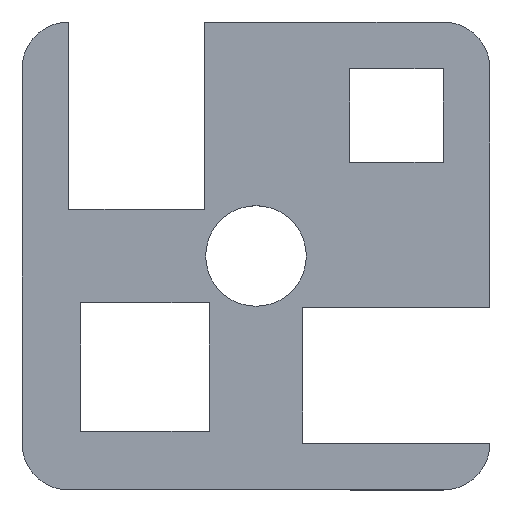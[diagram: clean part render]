
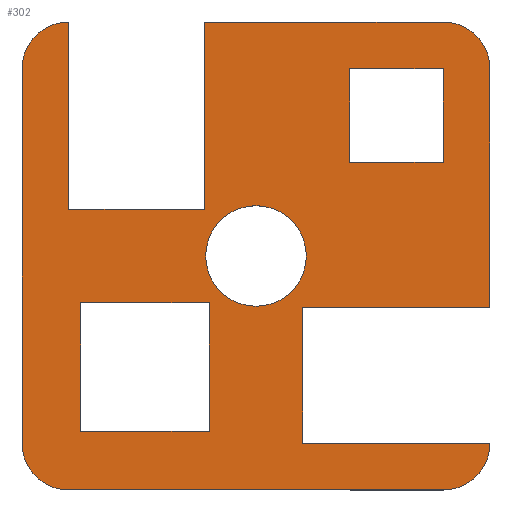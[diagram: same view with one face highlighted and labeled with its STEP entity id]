
A CAD part, top view. The second image highlights one B-rep face of the part: STEP entity #302.
In plain terms, the highlighted planar face has unit normal (0, 0, 1).
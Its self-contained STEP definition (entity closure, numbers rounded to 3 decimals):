
#60=CARTESIAN_POINT('',(8.,10.,0.5));
#61=VERTEX_POINT('',#60);
#68=CARTESIAN_POINT('',(10.,8.,0.5));
#69=VERTEX_POINT('',#68);
#70=CARTESIAN_POINT('',(8.,8.,0.5));
#71=DIRECTION('',(0.0,0.0,-1.));
#72=DIRECTION('',(0.707,0.707,0.0));
#73=AXIS2_PLACEMENT_3D('',#70,#71,#72);
#74=CIRCLE('',#73,2.);
#75=EDGE_CURVE('',#61,#69,#74,.T.);
#92=CARTESIAN_POINT('',(10.,-2.2,0.5));
#93=VERTEX_POINT('',#92);
#94=CARTESIAN_POINT('',(10.,8.,0.5));
#95=DIRECTION('',(0.0,-1.0,0.0));
#96=VECTOR('',#95,10.2);
#97=LINE('',#94,#96);
#98=EDGE_CURVE('',#69,#93,#97,.T.);
#117=CARTESIAN_POINT('',(0.,0.,0.5));
#118=DIRECTION('',(0.0,0.0,1.0));
#119=DIRECTION('',(1.0,0.0,0.0));
#120=AXIS2_PLACEMENT_3D('',#117,#118,#119);
#121=PLANE('',#120);
#122=ORIENTED_EDGE('',*,*,#75,.F.);
#123=CARTESIAN_POINT('',(-2.2,10.0,0.5));
#124=VERTEX_POINT('',#123);
#125=CARTESIAN_POINT('',(-2.2,10.0,0.5));
#126=DIRECTION('',(1.0,0.0,0.0));
#127=VECTOR('',#126,10.2);
#128=LINE('',#125,#127);
#129=EDGE_CURVE('',#124,#61,#128,.T.);
#130=ORIENTED_EDGE('',*,*,#129,.F.);
#131=CARTESIAN_POINT('',(-2.2,2.,0.5));
#132=VERTEX_POINT('',#131);
#133=CARTESIAN_POINT('',(-2.2,10.0,0.5));
#134=DIRECTION('',(0.0,-1.0,0.0));
#135=VECTOR('',#134,8.);
#136=LINE('',#133,#135);
#137=EDGE_CURVE('',#124,#132,#136,.T.);
#138=ORIENTED_EDGE('',*,*,#137,.T.);
#139=CARTESIAN_POINT('',(-8.,2.,0.5));
#140=VERTEX_POINT('',#139);
#141=CARTESIAN_POINT('',(-2.2,2.,0.5));
#142=DIRECTION('',(-1.0,0.0,0.0));
#143=VECTOR('',#142,5.8);
#144=LINE('',#141,#143);
#145=EDGE_CURVE('',#132,#140,#144,.T.);
#146=ORIENTED_EDGE('',*,*,#145,.T.);
#147=CARTESIAN_POINT('',(-8.,10.0,0.5));
#148=VERTEX_POINT('',#147);
#149=CARTESIAN_POINT('',(-8.,2.,0.5));
#150=DIRECTION('',(0.0,1.0,0.0));
#151=VECTOR('',#150,8.0);
#152=LINE('',#149,#151);
#153=EDGE_CURVE('',#140,#148,#152,.T.);
#154=ORIENTED_EDGE('',*,*,#153,.T.);
#155=CARTESIAN_POINT('',(-10.,8.0,0.5));
#156=VERTEX_POINT('',#155);
#157=CARTESIAN_POINT('',(-8.,8.0,0.5));
#158=DIRECTION('',(0.0,0.0,-1.));
#159=DIRECTION('',(-0.707,0.707,0.0));
#160=AXIS2_PLACEMENT_3D('',#157,#158,#159);
#161=CIRCLE('',#160,2.);
#162=EDGE_CURVE('',#156,#148,#161,.T.);
#163=ORIENTED_EDGE('',*,*,#162,.F.);
#164=CARTESIAN_POINT('',(-10.,-8.0,0.5));
#165=VERTEX_POINT('',#164);
#166=CARTESIAN_POINT('',(-10.,-8.0,0.5));
#167=DIRECTION('',(0.0,1.0,0.0));
#168=VECTOR('',#167,16.0);
#169=LINE('',#166,#168);
#170=EDGE_CURVE('',#165,#156,#169,.T.);
#171=ORIENTED_EDGE('',*,*,#170,.F.);
#172=CARTESIAN_POINT('',(-8.,-10.0,0.5));
#173=VERTEX_POINT('',#172);
#174=CARTESIAN_POINT('',(-8.,-8.0,0.5));
#175=DIRECTION('',(0.0,0.0,-1.));
#176=DIRECTION('',(-0.707,-0.707,0.0));
#177=AXIS2_PLACEMENT_3D('',#174,#175,#176);
#178=CIRCLE('',#177,2.);
#179=EDGE_CURVE('',#173,#165,#178,.T.);
#180=ORIENTED_EDGE('',*,*,#179,.F.);
#181=CARTESIAN_POINT('',(8.,-10.,0.5));
#182=VERTEX_POINT('',#181);
#183=CARTESIAN_POINT('',(8.,-10.,0.5));
#184=DIRECTION('',(-1.0,0.0,0.0));
#185=VECTOR('',#184,16.0);
#186=LINE('',#183,#185);
#187=EDGE_CURVE('',#182,#173,#186,.T.);
#188=ORIENTED_EDGE('',*,*,#187,.F.);
#189=CARTESIAN_POINT('',(10.,-8.,0.5));
#190=VERTEX_POINT('',#189);
#191=CARTESIAN_POINT('',(8.,-8.,0.5));
#192=DIRECTION('',(0.0,0.0,-1.));
#193=DIRECTION('',(0.707,-0.707,0.0));
#194=AXIS2_PLACEMENT_3D('',#191,#192,#193);
#195=CIRCLE('',#194,2.);
#196=EDGE_CURVE('',#190,#182,#195,.T.);
#197=ORIENTED_EDGE('',*,*,#196,.F.);
#198=CARTESIAN_POINT('',(2.,-8.,0.5));
#199=VERTEX_POINT('',#198);
#200=CARTESIAN_POINT('',(10.,-8.,0.5));
#201=DIRECTION('',(-1.0,0.0,0.0));
#202=VECTOR('',#201,8.0);
#203=LINE('',#200,#202);
#204=EDGE_CURVE('',#190,#199,#203,.T.);
#205=ORIENTED_EDGE('',*,*,#204,.T.);
#206=CARTESIAN_POINT('',(2.,-2.2,0.5));
#207=VERTEX_POINT('',#206);
#208=CARTESIAN_POINT('',(2.,-8.,0.5));
#209=DIRECTION('',(0.0,1.0,0.0));
#210=VECTOR('',#209,5.8);
#211=LINE('',#208,#210);
#212=EDGE_CURVE('',#199,#207,#211,.T.);
#213=ORIENTED_EDGE('',*,*,#212,.T.);
#214=CARTESIAN_POINT('',(2.,-2.2,0.5));
#215=DIRECTION('',(1.0,0.0,0.0));
#216=VECTOR('',#215,8.);
#217=LINE('',#214,#216);
#218=EDGE_CURVE('',#207,#93,#217,.T.);
#219=ORIENTED_EDGE('',*,*,#218,.T.);
#220=ORIENTED_EDGE('',*,*,#98,.F.);
#221=EDGE_LOOP('',(#122,#130,#138,#146,#154,#163,#171,#180,#188,#197,#205,#213,#219,#220));
#222=FACE_OUTER_BOUND('',#221,.T.);
#223=CARTESIAN_POINT('',(4.,8.,0.5));
#224=VERTEX_POINT('',#223);
#225=CARTESIAN_POINT('',(8.,8.,0.5));
#226=VERTEX_POINT('',#225);
#227=CARTESIAN_POINT('',(4.,8.,0.5));
#228=DIRECTION('',(1.0,0.0,0.0));
#229=VECTOR('',#228,4.);
#230=LINE('',#227,#229);
#231=EDGE_CURVE('',#224,#226,#230,.T.);
#232=ORIENTED_EDGE('',*,*,#231,.T.);
#233=CARTESIAN_POINT('',(8.,4.,0.5));
#234=VERTEX_POINT('',#233);
#235=CARTESIAN_POINT('',(8.,8.,0.5));
#236=DIRECTION('',(0.0,-1.0,0.0));
#237=VECTOR('',#236,4.0);
#238=LINE('',#235,#237);
#239=EDGE_CURVE('',#226,#234,#238,.T.);
#240=ORIENTED_EDGE('',*,*,#239,.T.);
#241=CARTESIAN_POINT('',(4.,4.,0.5));
#242=VERTEX_POINT('',#241);
#243=CARTESIAN_POINT('',(8.,4.,0.5));
#244=DIRECTION('',(-1.0,0.0,0.0));
#245=VECTOR('',#244,4.0);
#246=LINE('',#243,#245);
#247=EDGE_CURVE('',#234,#242,#246,.T.);
#248=ORIENTED_EDGE('',*,*,#247,.T.);
#249=CARTESIAN_POINT('',(4.,4.,0.5));
#250=DIRECTION('',(0.0,1.0,0.0));
#251=VECTOR('',#250,4.0);
#252=LINE('',#249,#251);
#253=EDGE_CURVE('',#242,#224,#252,.T.);
#254=ORIENTED_EDGE('',*,*,#253,.T.);
#255=EDGE_LOOP('',(#232,#240,#248,#254));
#256=FACE_BOUND('',#255,.T.);
#257=CARTESIAN_POINT('',(-7.5,-2.,0.5));
#258=VERTEX_POINT('',#257);
#259=CARTESIAN_POINT('',(-2.,-2.,0.5));
#260=VERTEX_POINT('',#259);
#261=CARTESIAN_POINT('',(-7.5,-2.,0.5));
#262=DIRECTION('',(1.0,0.0,0.0));
#263=VECTOR('',#262,5.5);
#264=LINE('',#261,#263);
#265=EDGE_CURVE('',#258,#260,#264,.T.);
#266=ORIENTED_EDGE('',*,*,#265,.T.);
#267=CARTESIAN_POINT('',(-2.,-7.5,0.5));
#268=VERTEX_POINT('',#267);
#269=CARTESIAN_POINT('',(-2.,-2.,0.5));
#270=DIRECTION('',(0.0,-1.0,0.0));
#271=VECTOR('',#270,5.5);
#272=LINE('',#269,#271);
#273=EDGE_CURVE('',#260,#268,#272,.T.);
#274=ORIENTED_EDGE('',*,*,#273,.T.);
#275=CARTESIAN_POINT('',(-7.5,-7.5,0.5));
#276=VERTEX_POINT('',#275);
#277=CARTESIAN_POINT('',(-2.,-7.5,0.5));
#278=DIRECTION('',(-1.0,0.0,0.0));
#279=VECTOR('',#278,5.5);
#280=LINE('',#277,#279);
#281=EDGE_CURVE('',#268,#276,#280,.T.);
#282=ORIENTED_EDGE('',*,*,#281,.T.);
#283=CARTESIAN_POINT('',(-7.5,-7.5,0.5));
#284=DIRECTION('',(0.0,1.0,0.0));
#285=VECTOR('',#284,5.5);
#286=LINE('',#283,#285);
#287=EDGE_CURVE('',#276,#258,#286,.T.);
#288=ORIENTED_EDGE('',*,*,#287,.T.);
#289=EDGE_LOOP('',(#266,#274,#282,#288));
#290=FACE_BOUND('',#289,.T.);
#291=CARTESIAN_POINT('',(2.15,0.0,0.5));
#292=VERTEX_POINT('',#291);
#293=CARTESIAN_POINT('',(0.0,0.0,0.5));
#294=DIRECTION('',(0.0,0.0,-1.0));
#295=DIRECTION('',(1.0,0.0,0.0));
#296=AXIS2_PLACEMENT_3D('',#293,#294,#295);
#297=CIRCLE('',#296,2.15);
#298=EDGE_CURVE('',#292,#292,#297,.T.);
#299=ORIENTED_EDGE('',*,*,#298,.T.);
#300=EDGE_LOOP('',(#299));
#301=FACE_BOUND('',#300,.T.);
#302=ADVANCED_FACE('',(#222,#256,#290,#301),#121,.T.);
